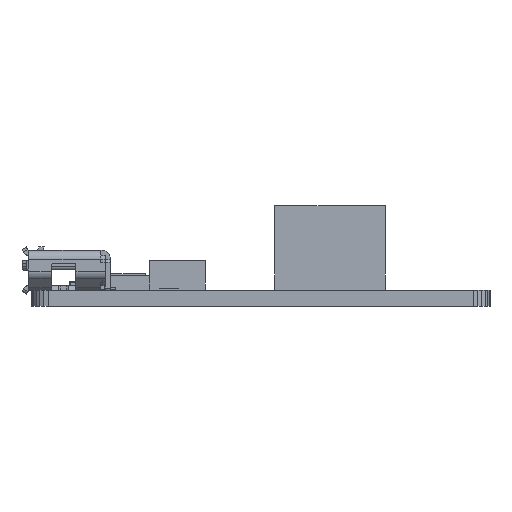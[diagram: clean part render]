
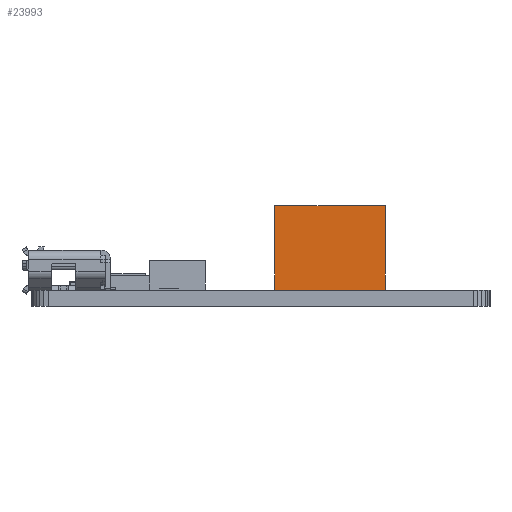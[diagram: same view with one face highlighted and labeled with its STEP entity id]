
A CAD part, left-side view. The second image highlights one B-rep face of the part: STEP entity #23993.
In plain terms, the highlighted planar face has unit normal (-1, 0, 0).
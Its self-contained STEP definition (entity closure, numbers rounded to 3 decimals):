
#23824 = PLANE('',#23825);
#23825 = AXIS2_PLACEMENT_3D('',#23826,#23827,#23828);
#23826 = CARTESIAN_POINT('',(-2.552,3.372,0.));
#23827 = DIRECTION('',(0.,1.,0.));
#23828 = DIRECTION('',(1.,0.,0.));
#23852 = PLANE('',#23853);
#23853 = AXIS2_PLACEMENT_3D('',#23854,#23855,#23856);
#23854 = CARTESIAN_POINT('',(2.552,3.372,5.17));
#23855 = DIRECTION('',(0.,0.,1.));
#23856 = DIRECTION('',(1.,0.,0.));
#23880 = PLANE('',#23881);
#23881 = AXIS2_PLACEMENT_3D('',#23882,#23883,#23884);
#23882 = CARTESIAN_POINT('',(2.552,-3.372,0.));
#23883 = DIRECTION('',(0.,-1.,0.));
#23884 = DIRECTION('',(-1.,0.,0.));
#23906 = PLANE('',#23907);
#23907 = AXIS2_PLACEMENT_3D('',#23908,#23909,#23910);
#23908 = CARTESIAN_POINT('',(2.552,3.372,0.));
#23909 = DIRECTION('',(0.,0.,1.));
#23910 = DIRECTION('',(1.,0.,0.));
#23923 = VERTEX_POINT('',#23924);
#23924 = CARTESIAN_POINT('',(-2.552,-3.372,5.17));
#23945 = EDGE_CURVE('',#23946,#23923,#23948,.T.);
#23946 = VERTEX_POINT('',#23947);
#23947 = CARTESIAN_POINT('',(-2.552,-3.372,0.));
#23948 = SURFACE_CURVE('',#23949,(#23953,#23960),.PCURVE_S1.);
#23949 = LINE('',#23950,#23951);
#23950 = CARTESIAN_POINT('',(-2.552,-3.372,0.));
#23951 = VECTOR('',#23952,1.);
#23952 = DIRECTION('',(0.,0.,1.));
#23953 = PCURVE('',#23880,#23954);
#23954 = DEFINITIONAL_REPRESENTATION('',(#23955),#23959);
#23955 = LINE('',#23956,#23957);
#23956 = CARTESIAN_POINT('',(5.103,0.));
#23957 = VECTOR('',#23958,1.);
#23958 = DIRECTION('',(0.,-1.));
#23959 = ( GEOMETRIC_REPRESENTATION_CONTEXT(2) 
PARAMETRIC_REPRESENTATION_CONTEXT() REPRESENTATION_CONTEXT('2D SPACE',''
  ) );
#23960 = PCURVE('',#23961,#23966);
#23961 = PLANE('',#23962);
#23962 = AXIS2_PLACEMENT_3D('',#23963,#23964,#23965);
#23963 = CARTESIAN_POINT('',(-2.552,-3.372,0.));
#23964 = DIRECTION('',(-1.,0.,0.));
#23965 = DIRECTION('',(0.,1.,0.));
#23966 = DEFINITIONAL_REPRESENTATION('',(#23967),#23971);
#23967 = LINE('',#23968,#23969);
#23968 = CARTESIAN_POINT('',(0.,0.));
#23969 = VECTOR('',#23970,1.);
#23970 = DIRECTION('',(0.,-1.));
#23971 = ( GEOMETRIC_REPRESENTATION_CONTEXT(2) 
PARAMETRIC_REPRESENTATION_CONTEXT() REPRESENTATION_CONTEXT('2D SPACE',''
  ) );
#23993 = ADVANCED_FACE('',(#23994),#23961,.T.);
#23994 = FACE_BOUND('',#23995,.T.);
#23995 = EDGE_LOOP('',(#23996,#23997,#24020,#24043));
#23996 = ORIENTED_EDGE('',*,*,#23945,.T.);
#23997 = ORIENTED_EDGE('',*,*,#23998,.T.);
#23998 = EDGE_CURVE('',#23923,#23999,#24001,.T.);
#23999 = VERTEX_POINT('',#24000);
#24000 = CARTESIAN_POINT('',(-2.552,3.372,5.17));
#24001 = SURFACE_CURVE('',#24002,(#24006,#24013),.PCURVE_S1.);
#24002 = LINE('',#24003,#24004);
#24003 = CARTESIAN_POINT('',(-2.552,-3.372,5.17));
#24004 = VECTOR('',#24005,1.);
#24005 = DIRECTION('',(0.,1.,0.));
#24006 = PCURVE('',#23961,#24007);
#24007 = DEFINITIONAL_REPRESENTATION('',(#24008),#24012);
#24008 = LINE('',#24009,#24010);
#24009 = CARTESIAN_POINT('',(0.,-5.17));
#24010 = VECTOR('',#24011,1.);
#24011 = DIRECTION('',(1.,0.));
#24012 = ( GEOMETRIC_REPRESENTATION_CONTEXT(2) 
PARAMETRIC_REPRESENTATION_CONTEXT() REPRESENTATION_CONTEXT('2D SPACE',''
  ) );
#24013 = PCURVE('',#23852,#24014);
#24014 = DEFINITIONAL_REPRESENTATION('',(#24015),#24019);
#24015 = LINE('',#24016,#24017);
#24016 = CARTESIAN_POINT('',(-5.103,-6.743));
#24017 = VECTOR('',#24018,1.);
#24018 = DIRECTION('',(0.,1.));
#24019 = ( GEOMETRIC_REPRESENTATION_CONTEXT(2) 
PARAMETRIC_REPRESENTATION_CONTEXT() REPRESENTATION_CONTEXT('2D SPACE',''
  ) );
#24020 = ORIENTED_EDGE('',*,*,#24021,.F.);
#24021 = EDGE_CURVE('',#24022,#23999,#24024,.T.);
#24022 = VERTEX_POINT('',#24023);
#24023 = CARTESIAN_POINT('',(-2.552,3.372,0.));
#24024 = SURFACE_CURVE('',#24025,(#24029,#24036),.PCURVE_S1.);
#24025 = LINE('',#24026,#24027);
#24026 = CARTESIAN_POINT('',(-2.552,3.372,0.));
#24027 = VECTOR('',#24028,1.);
#24028 = DIRECTION('',(0.,0.,1.));
#24029 = PCURVE('',#23961,#24030);
#24030 = DEFINITIONAL_REPRESENTATION('',(#24031),#24035);
#24031 = LINE('',#24032,#24033);
#24032 = CARTESIAN_POINT('',(6.743,0.));
#24033 = VECTOR('',#24034,1.);
#24034 = DIRECTION('',(0.,-1.));
#24035 = ( GEOMETRIC_REPRESENTATION_CONTEXT(2) 
PARAMETRIC_REPRESENTATION_CONTEXT() REPRESENTATION_CONTEXT('2D SPACE',''
  ) );
#24036 = PCURVE('',#23824,#24037);
#24037 = DEFINITIONAL_REPRESENTATION('',(#24038),#24042);
#24038 = LINE('',#24039,#24040);
#24039 = CARTESIAN_POINT('',(0.,0.));
#24040 = VECTOR('',#24041,1.);
#24041 = DIRECTION('',(0.,-1.));
#24042 = ( GEOMETRIC_REPRESENTATION_CONTEXT(2) 
PARAMETRIC_REPRESENTATION_CONTEXT() REPRESENTATION_CONTEXT('2D SPACE',''
  ) );
#24043 = ORIENTED_EDGE('',*,*,#24044,.F.);
#24044 = EDGE_CURVE('',#23946,#24022,#24045,.T.);
#24045 = SURFACE_CURVE('',#24046,(#24050,#24057),.PCURVE_S1.);
#24046 = LINE('',#24047,#24048);
#24047 = CARTESIAN_POINT('',(-2.552,-3.372,0.));
#24048 = VECTOR('',#24049,1.);
#24049 = DIRECTION('',(0.,1.,0.));
#24050 = PCURVE('',#23961,#24051);
#24051 = DEFINITIONAL_REPRESENTATION('',(#24052),#24056);
#24052 = LINE('',#24053,#24054);
#24053 = CARTESIAN_POINT('',(0.,0.));
#24054 = VECTOR('',#24055,1.);
#24055 = DIRECTION('',(1.,0.));
#24056 = ( GEOMETRIC_REPRESENTATION_CONTEXT(2) 
PARAMETRIC_REPRESENTATION_CONTEXT() REPRESENTATION_CONTEXT('2D SPACE',''
  ) );
#24057 = PCURVE('',#23906,#24058);
#24058 = DEFINITIONAL_REPRESENTATION('',(#24059),#24063);
#24059 = LINE('',#24060,#24061);
#24060 = CARTESIAN_POINT('',(-5.103,-6.743));
#24061 = VECTOR('',#24062,1.);
#24062 = DIRECTION('',(0.,1.));
#24063 = ( GEOMETRIC_REPRESENTATION_CONTEXT(2) 
PARAMETRIC_REPRESENTATION_CONTEXT() REPRESENTATION_CONTEXT('2D SPACE',''
  ) );
